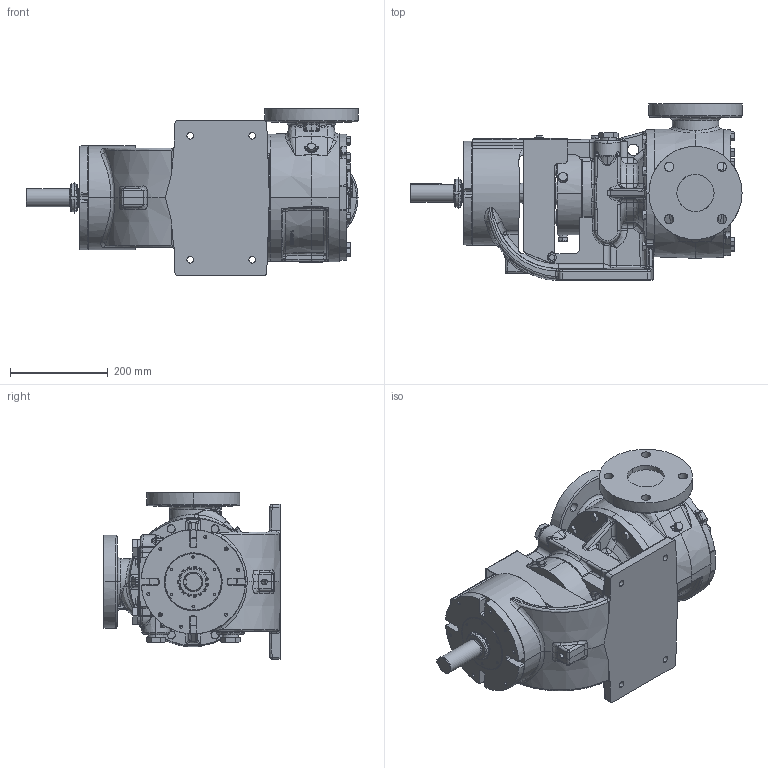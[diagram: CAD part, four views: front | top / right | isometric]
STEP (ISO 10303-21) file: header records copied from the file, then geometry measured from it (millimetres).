
FILE_DESCRIPTION (( 'STEP AP214' ), '1' );
FILE_NAME ('LL4223AA.STEP', '2017-01-25T15:17:16', ( '' ), ( '' ), 'SwSTEP 2.0', 'SolidWorks 2016', '' );
FILE_SCHEMA (( 'AUTOMOTIVE_DESIGN' ));
Length unit declared in the file: inch
Products named in the file (2): LL4223AA
Bounding box: 679.82 x 360.43 x 341.38 mm (x, y, z)
Volume: 23158098.2 mm3; surface area: 1198918.5 mm2
Topology: 1 solids, 1 shells, 2978 faces, 7654 edges, 4731 vertices
Faces by surface type: plane 1079, bspline 843, cylinder 532, cone 524
Entity records: 206046 total; most frequent: CARTESIAN_POINT 122956, ORIENTED_EDGE 15118, DIRECTION 9422, EDGE_CURVE 7559, VERTEX_POINT 4732, B_SPLINE_CURVE_WITH_KNOTS 3501, AXIS2_PLACEMENT_3D 3343, EDGE_LOOP 3195
